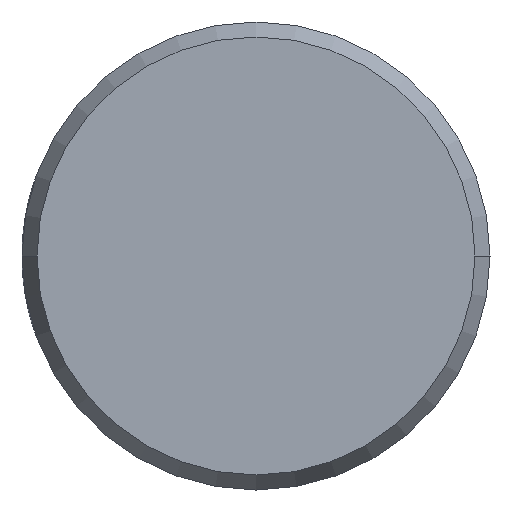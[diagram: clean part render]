
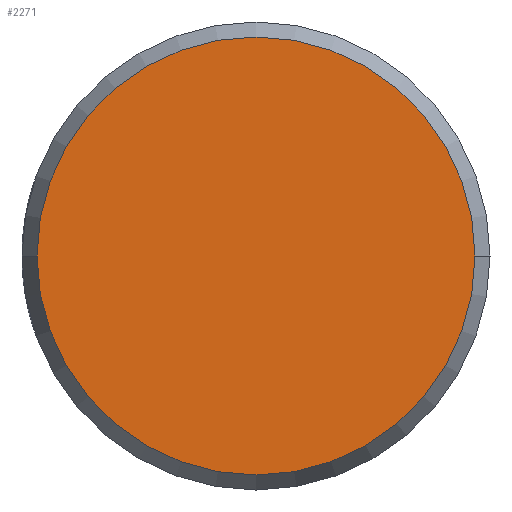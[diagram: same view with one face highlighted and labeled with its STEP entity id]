
A CAD part, left-side view. The second image highlights one B-rep face of the part: STEP entity #2271.
In plain terms, the highlighted planar face has unit normal (-1, 0, 0).
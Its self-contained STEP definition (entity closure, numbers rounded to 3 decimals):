
#1008=CARTESIAN_POINT('',(0.,0.,0.));
#1009=DIRECTION('',(1.,0.,0.));
#1010=DIRECTION('',(0.,-1.,0.));
#1011=AXIS2_PLACEMENT_3D('',#1008,#1009,#1010);
#1016=CARTESIAN_POINT('',(0.,0.,0.));
#1017=DIRECTION('',(1.,0.,0.));
#1018=DIRECTION('',(0.,1.,0.));
#1019=AXIS2_PLACEMENT_3D('',#1016,#1017,#1018);
#1024=CARTESIAN_POINT('',(0.,8.423,0.));
#1026=VERTEX_POINT('',#1024);
#1028=CARTESIAN_POINT('',(0.,-8.423,0.));
#1029=VERTEX_POINT('',#1028);
#2262=CARTESIAN_POINT('',(0.,0.,0.));
#2263=DIRECTION('',(-1.,0.,0.));
#2264=DIRECTION('',(0.,1.,0.));
#2265=AXIS2_PLACEMENT_3D('',#2262,#2263,#2264);
#2266=PLANE('',#2265);
#2267=ORIENTED_EDGE('',*,*,#1175,.T.);
#2268=ORIENTED_EDGE('',*,*,#1193,.T.);
#2269=EDGE_LOOP('',(#2267,#2268));
#2270=FACE_OUTER_BOUND('',#2269,.F.);
#2271=ADVANCED_FACE('',(#2270),#2266,.T.);
#1012=CIRCLE('',#1011,8.423);
#1020=CIRCLE('',#1019,8.423);
#1175=EDGE_CURVE('',#1029,#1026,#1012,.T.);
#1193=EDGE_CURVE('',#1026,#1029,#1020,.T.);
